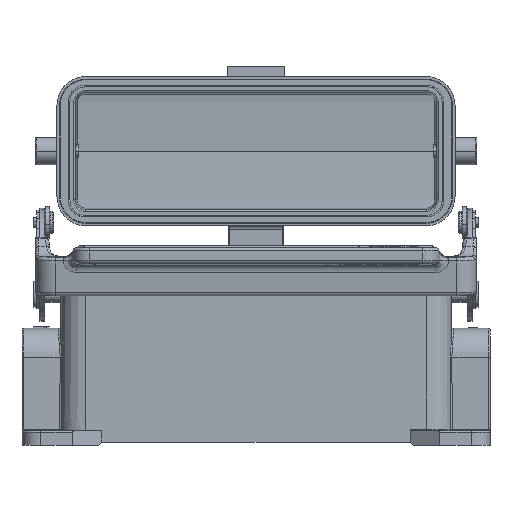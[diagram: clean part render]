
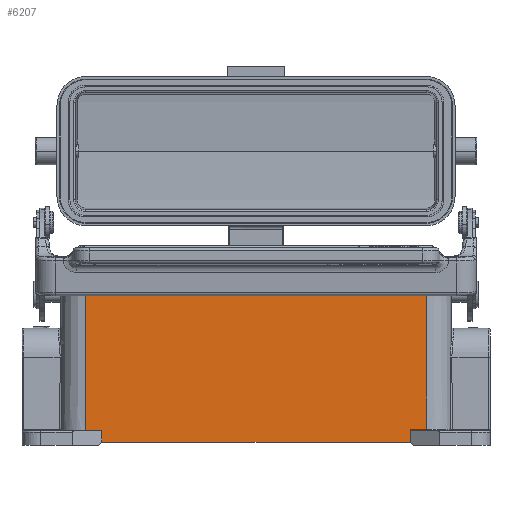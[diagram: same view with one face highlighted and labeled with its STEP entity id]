
A CAD part, left-side view. The second image highlights one B-rep face of the part: STEP entity #6207.
In plain terms, the highlighted planar face has unit normal (-1, 0, 0.009).
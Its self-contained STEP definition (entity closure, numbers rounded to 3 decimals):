
#3739=PLANE('',#44586);
#6207=ADVANCED_FACE('',(#8756),#3739,.T.);
#8756=FACE_OUTER_BOUND('',#11147,.T.);
#11147=EDGE_LOOP('',(#20377,#20378,#20379,#20380,#20381,#20382,#20383,#20384,
#20385,#20386,#20387,#20388));
#13873=LINE('',#62593,#16629);
#13875=LINE('',#62597,#16631);
#13884=LINE('',#62615,#16640);
#13891=LINE('',#62636,#16647);
#13892=LINE('',#62638,#16648);
#13893=LINE('',#62640,#16649);
#13894=LINE('',#62641,#16650);
#13895=LINE('',#62643,#16651);
#13896=LINE('',#62645,#16652);
#13897=LINE('',#62646,#16653);
#13898=LINE('',#62648,#16654);
#13899=LINE('',#62650,#16655);
#16629=VECTOR('',#49031,1.);
#16631=VECTOR('',#49035,1.);
#16640=VECTOR('',#49048,1.);
#16647=VECTOR('',#49065,1.);
#16648=VECTOR('',#49068,1.);
#16649=VECTOR('',#49069,1.);
#16650=VECTOR('',#49070,1.);
#16651=VECTOR('',#49071,1.);
#16652=VECTOR('',#49072,1.);
#16653=VECTOR('',#49073,1.);
#16654=VECTOR('',#49074,1.);
#16655=VECTOR('',#49075,1.);
#20377=ORIENTED_EDGE('',*,*,#36926,.T.);
#20378=ORIENTED_EDGE('',*,*,#36914,.T.);
#20379=ORIENTED_EDGE('',*,*,#36925,.T.);
#20380=ORIENTED_EDGE('',*,*,#36927,.T.);
#20381=ORIENTED_EDGE('',*,*,#36905,.F.);
#20382=ORIENTED_EDGE('',*,*,#36903,.T.);
#20383=ORIENTED_EDGE('',*,*,#36928,.T.);
#20384=ORIENTED_EDGE('',*,*,#36929,.F.);
#20385=ORIENTED_EDGE('',*,*,#36930,.F.);
#20386=ORIENTED_EDGE('',*,*,#36931,.T.);
#20387=ORIENTED_EDGE('',*,*,#36932,.T.);
#20388=ORIENTED_EDGE('',*,*,#36933,.T.);
#32470=VERTEX_POINT('',#62457);
#32510=VERTEX_POINT('',#62592);
#32511=VERTEX_POINT('',#62594);
#32512=VERTEX_POINT('',#62598);
#32519=VERTEX_POINT('',#62616);
#32520=VERTEX_POINT('',#62617);
#32527=VERTEX_POINT('',#62635);
#32528=VERTEX_POINT('',#62639);
#32529=VERTEX_POINT('',#62642);
#32530=VERTEX_POINT('',#62644);
#32531=VERTEX_POINT('',#62647);
#32532=VERTEX_POINT('',#62649);
#36903=EDGE_CURVE('',#32511,#32510,#13873,.T.);
#36905=EDGE_CURVE('',#32511,#32512,#13875,.T.);
#36914=EDGE_CURVE('',#32519,#32520,#13884,.T.);
#36925=EDGE_CURVE('',#32520,#32527,#13891,.T.);
#36926=EDGE_CURVE('',#32528,#32519,#13892,.T.);
#36927=EDGE_CURVE('',#32527,#32512,#13893,.T.);
#36928=EDGE_CURVE('',#32510,#32529,#13894,.T.);
#36929=EDGE_CURVE('',#32530,#32529,#13895,.T.);
#36930=EDGE_CURVE('',#32470,#32530,#13896,.T.);
#36931=EDGE_CURVE('',#32470,#32531,#13897,.T.);
#36932=EDGE_CURVE('',#32531,#32532,#13898,.T.);
#36933=EDGE_CURVE('',#32532,#32528,#13899,.T.);
#44586=AXIS2_PLACEMENT_3D('',#62651,#49076,#49077);
#49031=DIRECTION('',(0.,1.,0.));
#49035=DIRECTION('',(-0.009,0.,-1.));
#49048=DIRECTION('',(0.,1.,0.));
#49065=DIRECTION('',(-0.009,0.,-1.));
#49068=DIRECTION('',(0.009,0.,1.));
#49069=DIRECTION('',(0.,1.,0.));
#49070=DIRECTION('',(-0.009,0.,-1.));
#49071=DIRECTION('',(0.,1.,0.));
#49072=DIRECTION('',(0.009,0.,1.));
#49073=DIRECTION('',(0.,-1.,0.));
#49074=DIRECTION('',(0.009,0.,1.));
#49075=DIRECTION('',(0.,-1.,0.));
#49076=DIRECTION('',(-1.,0.,0.009));
#49077=DIRECTION('',(0.,1.,0.));
#62457=CARTESIAN_POINT('',(-21.936,47.5,1.));
#62592=CARTESIAN_POINT('',(-21.5,52.5,51.));
#62593=CARTESIAN_POINT('',(-21.5,1.6,51.));
#62594=CARTESIAN_POINT('',(-21.5,1.6,51.));
#62597=CARTESIAN_POINT('',(-21.5,1.6,51.));
#62598=CARTESIAN_POINT('',(-21.526,1.6,48.));
#62615=CARTESIAN_POINT('',(-21.5,-52.5,51.));
#62616=CARTESIAN_POINT('',(-21.5,-52.5,51.));
#62617=CARTESIAN_POINT('',(-21.5,-1.6,51.));
#62635=CARTESIAN_POINT('',(-21.526,-1.6,48.));
#62636=CARTESIAN_POINT('',(-21.5,-1.6,51.));
#62638=CARTESIAN_POINT('',(-21.901,-52.5,4.996));
#62639=CARTESIAN_POINT('',(-21.901,-52.5,4.996));
#62640=CARTESIAN_POINT('',(-21.526,-1.6,48.));
#62641=CARTESIAN_POINT('',(-21.5,52.5,51.));
#62642=CARTESIAN_POINT('',(-21.906,52.5,4.5));
#62643=CARTESIAN_POINT('',(-21.906,47.5,4.5));
#62644=CARTESIAN_POINT('',(-21.906,47.5,4.5));
#62645=CARTESIAN_POINT('',(-21.936,47.5,1.));
#62646=CARTESIAN_POINT('',(-21.936,47.5,1.));
#62647=CARTESIAN_POINT('',(-21.936,-47.5,1.));
#62648=CARTESIAN_POINT('',(-21.936,-47.5,1.));
#62649=CARTESIAN_POINT('',(-21.901,-47.5,4.996));
#62650=CARTESIAN_POINT('',(-21.901,-47.5,4.996));
#62651=CARTESIAN_POINT('',(-21.5,55.148,51.));
